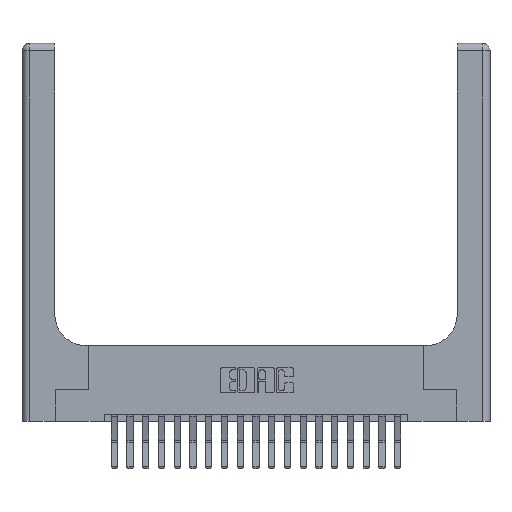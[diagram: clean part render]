
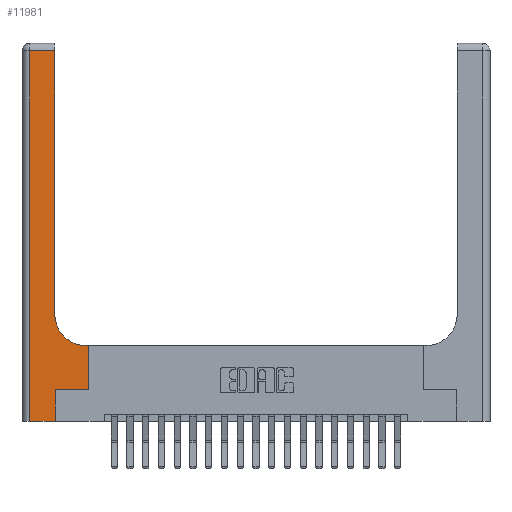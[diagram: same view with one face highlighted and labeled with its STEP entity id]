
A CAD part, top view. The second image highlights one B-rep face of the part: STEP entity #11981.
In plain terms, the highlighted planar face has unit normal (0, 0, 1).
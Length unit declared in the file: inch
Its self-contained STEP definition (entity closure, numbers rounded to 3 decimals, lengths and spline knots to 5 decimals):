
#54 = ORIENTED_EDGE ( 'NONE', *, *, #4319, .T. ) ;
#194 = CARTESIAN_POINT ( 'NONE',  ( 0.528, 0.25, 0.37 ) ) ;
#279 = DIRECTION ( 'NONE',  ( 0., 1., 0. ) ) ;
#636 = VERTEX_POINT ( 'NONE', #3139 ) ;
#930 = DIRECTION ( 'NONE',  ( 0., 0., -1. ) ) ;
#960 = ORIENTED_EDGE ( 'NONE', *, *, #9831, .T. ) ;
#1388 = DIRECTION ( 'NONE',  ( -1., 0., 0. ) ) ;
#1511 = ORIENTED_EDGE ( 'NONE', *, *, #11877, .T. ) ;
#1694 = CARTESIAN_POINT ( 'NONE',  ( 0.06, 3., 0.37 ) ) ;
#1717 = DIRECTION ( 'NONE',  ( 0., 1., 0. ) ) ;
#1780 = VECTOR ( 'NONE', #7055, 39.37008 ) ;
#2215 = CARTESIAN_POINT ( 'NONE',  ( 0.265, 0., 0.37 ) ) ;
#2793 = CARTESIAN_POINT ( 'NONE',  ( 0.265, 0.25, 0.37 ) ) ;
#2933 = ORIENTED_EDGE ( 'NONE', *, *, #5354, .T. ) ;
#3139 = CARTESIAN_POINT ( 'NONE',  ( 0.528, 0.25, 0.37 ) ) ;
#3187 = ORIENTED_EDGE ( 'NONE', *, *, #12875, .T. ) ;
#3281 = PLANE ( 'NONE',  #11863 ) ;
#3624 = CIRCLE ( 'NONE', #9112, 0.25 ) ;
#3826 = EDGE_CURVE ( 'NONE', #636, #9312, #14910, .T. ) ;
#4319 = EDGE_CURVE ( 'NONE', #7777, #12633, #18435, .T. ) ;
#5354 = EDGE_CURVE ( 'NONE', #14405, #21155, #16729, .T. ) ;
#5972 = DIRECTION ( 'NONE',  ( 1., 0., 0. ) ) ;
#6302 = CARTESIAN_POINT ( 'NONE',  ( 0., 0., 0.37 ) ) ;
#6685 = CARTESIAN_POINT ( 'NONE',  ( 0.26, 2.94, 0.37 ) ) ;
#6719 = CARTESIAN_POINT ( 'NONE',  ( 0.06, 2.94, 0.37 ) ) ;
#7055 = DIRECTION ( 'NONE',  ( 0., 1., 0. ) ) ;
#7070 = VECTOR ( 'NONE', #12855, 39.37008 ) ;
#7379 = LINE ( 'NONE', #13942, #19024 ) ;
#7582 = CARTESIAN_POINT ( 'NONE',  ( 0.51, 0.85, 0.37 ) ) ;
#7761 = VECTOR ( 'NONE', #1388, 39.37008 ) ;
#7777 = VERTEX_POINT ( 'NONE', #10874 ) ;
#7926 = LINE ( 'NONE', #8032, #7761 ) ;
#8032 = CARTESIAN_POINT ( 'NONE',  ( 0.26, 0.6, 0.37 ) ) ;
#8561 = CARTESIAN_POINT ( 'NONE',  ( 0.26, 3., 0.37 ) ) ;
#8971 = ORIENTED_EDGE ( 'NONE', *, *, #16721, .T. ) ;
#9112 = AXIS2_PLACEMENT_3D ( 'NONE', #7582, #930, #5972 ) ;
#9312 = VERTEX_POINT ( 'NONE', #17978 ) ;
#9831 = EDGE_CURVE ( 'NONE', #12633, #636, #20304, .T. ) ;
#10874 = CARTESIAN_POINT ( 'NONE',  ( 0.265, 0., 0.37 ) ) ;
#11648 = CARTESIAN_POINT ( 'NONE',  ( 0.06, 0., 0.37 ) ) ;
#11704 = VECTOR ( 'NONE', #279, 39.37008 ) ;
#11863 = AXIS2_PLACEMENT_3D ( 'NONE', #20588, #12640, #19382 ) ;
#11877 = EDGE_CURVE ( 'NONE', #15214, #14405, #3624, .T. ) ;
#11981 = ADVANCED_FACE ( 'NONE', ( #14236 ), #3281, .F. ) ;
#12127 = DIRECTION ( 'NONE',  ( -1., 0., 0. ) ) ;
#12455 = ORIENTED_EDGE ( 'NONE', *, *, #18191, .T. ) ;
#12633 = VERTEX_POINT ( 'NONE', #2793 ) ;
#12640 = DIRECTION ( 'NONE',  ( 0., 0., -1. ) ) ;
#12855 = DIRECTION ( 'NONE',  ( 1., 0., 0. ) ) ;
#12875 = EDGE_CURVE ( 'NONE', #9312, #15214, #7926, .T. ) ;
#13942 = CARTESIAN_POINT ( 'NONE',  ( 0., 2.94, 0.37 ) ) ;
#13969 = CARTESIAN_POINT ( 'NONE',  ( 0.51, 0.6, 0.37 ) ) ;
#14236 = FACE_OUTER_BOUND ( 'NONE', #19179, .T. ) ;
#14405 = VERTEX_POINT ( 'NONE', #19079 ) ;
#14470 = LINE ( 'NONE', #6302, #7070 ) ;
#14725 = VERTEX_POINT ( 'NONE', #6719 ) ;
#14910 = LINE ( 'NONE', #194, #16829 ) ;
#15214 = VERTEX_POINT ( 'NONE', #13969 ) ;
#15642 = ORIENTED_EDGE ( 'NONE', *, *, #18227, .T. ) ;
#16561 = DIRECTION ( 'NONE',  ( 1., 0., 0. ) ) ;
#16721 = EDGE_CURVE ( 'NONE', #21155, #14725, #7379, .T. ) ;
#16729 = LINE ( 'NONE', #8561, #1780 ) ;
#16829 = VECTOR ( 'NONE', #1717, 39.37008 ) ;
#16988 = VECTOR ( 'NONE', #16561, 39.37008 ) ;
#17023 = VECTOR ( 'NONE', #21120, 39.37008 ) ;
#17425 = ORIENTED_EDGE ( 'NONE', *, *, #3826, .T. ) ;
#17978 = CARTESIAN_POINT ( 'NONE',  ( 0.528, 0.6, 0.37 ) ) ;
#18003 = LINE ( 'NONE', #1694, #17023 ) ;
#18191 = EDGE_CURVE ( 'NONE', #14725, #18824, #18003, .T. ) ;
#18227 = EDGE_CURVE ( 'NONE', #18824, #7777, #14470, .T. ) ;
#18435 = LINE ( 'NONE', #2215, #11704 ) ;
#18824 = VERTEX_POINT ( 'NONE', #11648 ) ;
#19024 = VECTOR ( 'NONE', #12127, 39.37008 ) ;
#19079 = CARTESIAN_POINT ( 'NONE',  ( 0.26, 0.85, 0.37 ) ) ;
#19179 = EDGE_LOOP ( 'NONE', ( #2933, #8971, #12455, #15642, #54, #960, #17425, #3187, #1511 ) ) ;
#19382 = DIRECTION ( 'NONE',  ( -1., 0., 0. ) ) ;
#20090 = CARTESIAN_POINT ( 'NONE',  ( 0.265, 0.25, 0.37 ) ) ;
#20304 = LINE ( 'NONE', #20090, #16988 ) ;
#20588 = CARTESIAN_POINT ( 'NONE',  ( 0., 3., 0.37 ) ) ;
#21120 = DIRECTION ( 'NONE',  ( 0., -1., 0. ) ) ;
#21155 = VERTEX_POINT ( 'NONE', #6685 ) ;
